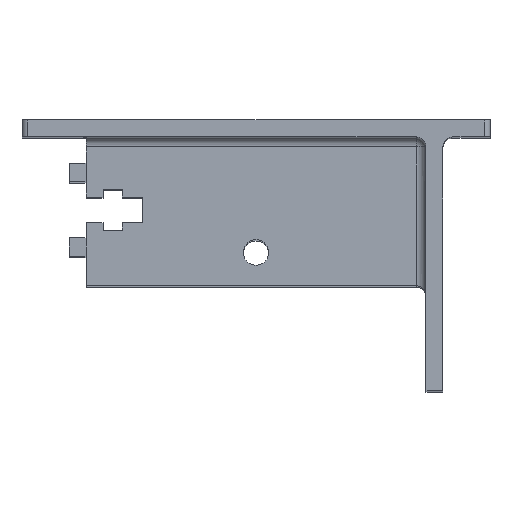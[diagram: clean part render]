
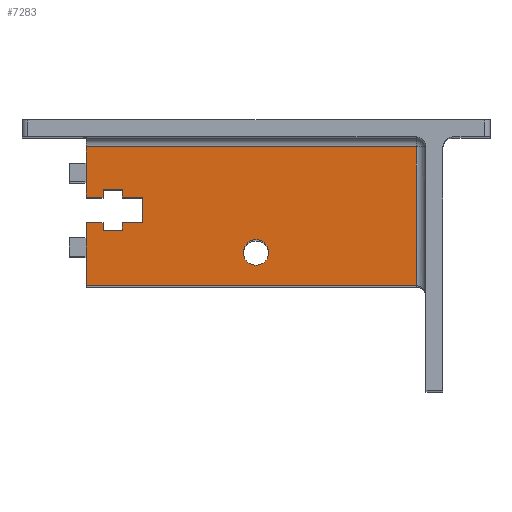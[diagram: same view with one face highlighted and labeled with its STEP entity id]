
A CAD part, top view. The second image highlights one B-rep face of the part: STEP entity #7283.
In plain terms, the highlighted planar face has unit normal (0, 0, 1).
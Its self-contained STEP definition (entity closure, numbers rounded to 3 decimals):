
#50=FACE_BOUND('',#1371,.T.);
#354=PLANE('',#7683);
#1003=FACE_OUTER_BOUND('',#1370,.T.);
#1370=EDGE_LOOP('',(#6843,#6844,#6845,#6846,#6847,#6848,#6849,#6850,#6851,
#6852,#6853,#6854,#6855,#6856,#6857,#6858,#6859,#6860,#6861,#6862,#6863,
#6864,#6865,#6866));
#1371=EDGE_LOOP('',(#6867));
#2254=LINE('',#11262,#3196);
#2255=LINE('',#11265,#3197);
#2256=LINE('',#11267,#3198);
#2257=LINE('',#11268,#3199);
#2258=LINE('',#11272,#3200);
#2265=LINE('',#11290,#3207);
#2268=LINE('',#11296,#3210);
#2271=LINE('',#11302,#3213);
#2274=LINE('',#11308,#3216);
#2276=LINE('',#11313,#3218);
#2280=LINE('',#11320,#3222);
#2282=LINE('',#11325,#3224);
#2285=LINE('',#11331,#3227);
#2288=LINE('',#11337,#3230);
#2291=LINE('',#11343,#3233);
#2296=LINE('',#11353,#3238);
#2300=LINE('',#11362,#3242);
#2301=LINE('',#11365,#3243);
#2304=LINE('',#11371,#3246);
#2305=LINE('',#11373,#3247);
#2306=LINE('',#11375,#3248);
#2307=LINE('',#11377,#3249);
#2308=LINE('',#11379,#3250);
#2309=LINE('',#11380,#3251);
#3196=VECTOR('',#9271,10.);
#3197=VECTOR('',#9274,1.);
#3198=VECTOR('',#9275,1.);
#3199=VECTOR('',#9276,1.);
#3200=VECTOR('',#9281,10.);
#3207=VECTOR('',#9298,1.);
#3210=VECTOR('',#9303,1.);
#3213=VECTOR('',#9308,1.);
#3216=VECTOR('',#9313,1.);
#3218=VECTOR('',#9317,1.);
#3222=VECTOR('',#9323,1.);
#3224=VECTOR('',#9327,1.);
#3227=VECTOR('',#9332,1.);
#3230=VECTOR('',#9337,1.);
#3233=VECTOR('',#9342,1.);
#3238=VECTOR('',#9355,1.);
#3242=VECTOR('',#9361,1.);
#3243=VECTOR('',#9364,1.);
#3246=VECTOR('',#9369,1.);
#3247=VECTOR('',#9370,1.);
#3248=VECTOR('',#9371,1.);
#3249=VECTOR('',#9372,1.);
#3250=VECTOR('',#9373,1.);
#3251=VECTOR('',#9374,1.);
#3306=CIRCLE('',#7665,2.25);
#3906=VERTEX_POINT('',#11220);
#3907=VERTEX_POINT('',#11221);
#3908=VERTEX_POINT('',#11226);
#3916=VERTEX_POINT('',#11256);
#3918=VERTEX_POINT('',#11264);
#3919=VERTEX_POINT('',#11266);
#3920=VERTEX_POINT('',#11270);
#3922=VERTEX_POINT('',#11276);
#3926=VERTEX_POINT('',#11288);
#3928=VERTEX_POINT('',#11294);
#3930=VERTEX_POINT('',#11300);
#3932=VERTEX_POINT('',#11306);
#3933=VERTEX_POINT('',#11310);
#3936=VERTEX_POINT('',#11318);
#3937=VERTEX_POINT('',#11322);
#3939=VERTEX_POINT('',#11328);
#3941=VERTEX_POINT('',#11334);
#3943=VERTEX_POINT('',#11340);
#3949=VERTEX_POINT('',#11360);
#3950=VERTEX_POINT('',#11364);
#3952=VERTEX_POINT('',#11370);
#3953=VERTEX_POINT('',#11372);
#3954=VERTEX_POINT('',#11374);
#3955=VERTEX_POINT('',#11376);
#3956=VERTEX_POINT('',#11378);
#4876=EDGE_CURVE('',#3908,#3916,#2254,.T.);
#4877=EDGE_CURVE('',#3918,#3907,#2255,.T.);
#4878=EDGE_CURVE('',#3919,#3918,#2256,.T.);
#4879=EDGE_CURVE('',#3919,#3906,#2257,.T.);
#4881=EDGE_CURVE('',#3920,#3908,#2258,.T.);
#4884=EDGE_CURVE('',#3922,#3922,#3306,.T.);
#4890=EDGE_CURVE('',#3907,#3926,#2265,.T.);
#4893=EDGE_CURVE('',#3926,#3928,#2268,.T.);
#4896=EDGE_CURVE('',#3928,#3930,#2271,.T.);
#4899=EDGE_CURVE('',#3930,#3932,#2274,.T.);
#4901=EDGE_CURVE('',#3933,#3932,#2276,.T.);
#4905=EDGE_CURVE('',#3933,#3936,#2280,.T.);
#4907=EDGE_CURVE('',#3937,#3936,#2282,.T.);
#4910=EDGE_CURVE('',#3939,#3937,#2285,.T.);
#4913=EDGE_CURVE('',#3941,#3939,#2288,.T.);
#4916=EDGE_CURVE('',#3943,#3941,#2291,.T.);
#4922=EDGE_CURVE('',#3920,#3906,#2296,.T.);
#4926=EDGE_CURVE('',#3943,#3949,#2300,.T.);
#4927=EDGE_CURVE('',#3950,#3916,#2301,.T.);
#4930=EDGE_CURVE('',#3952,#3949,#2304,.T.);
#4931=EDGE_CURVE('',#3952,#3953,#2305,.T.);
#4932=EDGE_CURVE('',#3954,#3953,#2306,.T.);
#4933=EDGE_CURVE('',#3954,#3955,#2307,.T.);
#4934=EDGE_CURVE('',#3955,#3956,#2308,.T.);
#4935=EDGE_CURVE('',#3956,#3950,#2309,.T.);
#6843=ORIENTED_EDGE('',*,*,#4881,.F.);
#6844=ORIENTED_EDGE('',*,*,#4922,.T.);
#6845=ORIENTED_EDGE('',*,*,#4879,.F.);
#6846=ORIENTED_EDGE('',*,*,#4878,.T.);
#6847=ORIENTED_EDGE('',*,*,#4877,.T.);
#6848=ORIENTED_EDGE('',*,*,#4890,.T.);
#6849=ORIENTED_EDGE('',*,*,#4893,.T.);
#6850=ORIENTED_EDGE('',*,*,#4896,.T.);
#6851=ORIENTED_EDGE('',*,*,#4899,.T.);
#6852=ORIENTED_EDGE('',*,*,#4901,.F.);
#6853=ORIENTED_EDGE('',*,*,#4905,.T.);
#6854=ORIENTED_EDGE('',*,*,#4907,.F.);
#6855=ORIENTED_EDGE('',*,*,#4910,.F.);
#6856=ORIENTED_EDGE('',*,*,#4913,.F.);
#6857=ORIENTED_EDGE('',*,*,#4916,.F.);
#6858=ORIENTED_EDGE('',*,*,#4926,.T.);
#6859=ORIENTED_EDGE('',*,*,#4930,.F.);
#6860=ORIENTED_EDGE('',*,*,#4931,.T.);
#6861=ORIENTED_EDGE('',*,*,#4932,.F.);
#6862=ORIENTED_EDGE('',*,*,#4933,.T.);
#6863=ORIENTED_EDGE('',*,*,#4934,.T.);
#6864=ORIENTED_EDGE('',*,*,#4935,.T.);
#6865=ORIENTED_EDGE('',*,*,#4927,.T.);
#6866=ORIENTED_EDGE('',*,*,#4876,.F.);
#6867=ORIENTED_EDGE('',*,*,#4884,.T.);
#7283=ADVANCED_FACE('',(#1003,#50),#354,.F.);
#7665=AXIS2_PLACEMENT_3D('',#11278,#9287,#9288);
#7683=AXIS2_PLACEMENT_3D('',#11369,#9367,#9368);
#9271=DIRECTION('',(0.,-1.,0.));
#9274=DIRECTION('',(-1.,0.,0.));
#9275=DIRECTION('',(0.,-1.,0.));
#9276=DIRECTION('',(-1.,0.,0.));
#9281=DIRECTION('',(1.,0.,0.));
#9287=DIRECTION('center_axis',(0.,0.,-1.));
#9288=DIRECTION('ref_axis',(1.,0.,0.));
#9298=DIRECTION('',(0.,-1.,0.));
#9303=DIRECTION('',(1.,0.,0.));
#9308=DIRECTION('',(0.,1.,0.));
#9313=DIRECTION('',(1.,0.,0.));
#9317=DIRECTION('',(0.,1.,0.));
#9323=DIRECTION('',(1.,0.,0.));
#9327=DIRECTION('',(0.,1.,0.));
#9332=DIRECTION('',(1.,0.,0.));
#9337=DIRECTION('',(0.,1.,0.));
#9342=DIRECTION('',(1.,0.,0.));
#9355=DIRECTION('',(0.,-1.,0.));
#9361=DIRECTION('',(0.,1.,0.));
#9364=DIRECTION('',(1.,0.,0.));
#9367=DIRECTION('center_axis',(0.,0.,-1.));
#9368=DIRECTION('ref_axis',(1.,0.,0.));
#9369=DIRECTION('',(1.,0.,0.));
#9370=DIRECTION('',(0.,-1.,0.));
#9371=DIRECTION('',(-1.,0.,0.));
#9372=DIRECTION('',(0.,-1.,0.));
#9373=DIRECTION('',(-1.,0.,0.));
#9374=DIRECTION('',(0.,-1.,0.));
#11220=CARTESIAN_POINT('',(3.,17.384,61.141));
#11221=CARTESIAN_POINT('',(3.,14.099,61.141));
#11226=CARTESIAN_POINT('',(61.25,20.276,61.141));
#11256=CARTESIAN_POINT('',(61.25,-4.25,61.141));
#11262=CARTESIAN_POINT('',(61.25,-0.362,61.141));
#11264=CARTESIAN_POINT('',(3.01,14.099,61.141));
#11265=CARTESIAN_POINT('',(3.01,14.099,61.141));
#11266=CARTESIAN_POINT('',(3.01,17.384,61.141));
#11267=CARTESIAN_POINT('',(3.01,17.384,61.141));
#11268=CARTESIAN_POINT('',(3.01,17.384,61.141));
#11270=CARTESIAN_POINT('',(3.,20.276,61.141));
#11272=CARTESIAN_POINT('',(-2.65,20.276,61.141));
#11276=CARTESIAN_POINT('',(30.75,1.65,61.141));
#11278=CARTESIAN_POINT('Origin',(33.,1.65,61.141));
#11288=CARTESIAN_POINT('',(3.,11.423,61.141));
#11290=CARTESIAN_POINT('',(3.,22.026,61.141));
#11294=CARTESIAN_POINT('',(6.,11.423,61.141));
#11296=CARTESIAN_POINT('',(0.,11.423,61.141));
#11300=CARTESIAN_POINT('',(6.,12.773,61.141));
#11302=CARTESIAN_POINT('',(6.,5.573,61.141));
#11306=CARTESIAN_POINT('',(9.4,12.773,61.141));
#11308=CARTESIAN_POINT('',(6.,12.773,61.141));
#11310=CARTESIAN_POINT('',(9.4,11.423,61.141));
#11313=CARTESIAN_POINT('',(9.4,5.573,61.141));
#11318=CARTESIAN_POINT('',(13.,11.423,61.141));
#11320=CARTESIAN_POINT('',(0.,11.423,61.141));
#11322=CARTESIAN_POINT('',(13.,6.923,61.141));
#11325=CARTESIAN_POINT('',(13.,6.923,61.141));
#11328=CARTESIAN_POINT('',(9.4,6.923,61.141));
#11331=CARTESIAN_POINT('',(0.,6.923,61.141));
#11334=CARTESIAN_POINT('',(9.4,5.573,61.141));
#11337=CARTESIAN_POINT('',(9.4,5.573,61.141));
#11340=CARTESIAN_POINT('',(6.,5.573,61.141));
#11343=CARTESIAN_POINT('',(6.,5.573,61.141));
#11353=CARTESIAN_POINT('',(3.,22.026,61.141));
#11360=CARTESIAN_POINT('',(6.,6.923,61.141));
#11362=CARTESIAN_POINT('',(6.,5.573,61.141));
#11364=CARTESIAN_POINT('',(3.,-4.25,61.141));
#11365=CARTESIAN_POINT('',(3.,-4.25,61.141));
#11369=CARTESIAN_POINT('Origin',(3.,22.026,61.141));
#11370=CARTESIAN_POINT('',(3.,6.923,61.141));
#11371=CARTESIAN_POINT('',(0.,6.923,61.141));
#11372=CARTESIAN_POINT('',(3.,4.246,61.141));
#11373=CARTESIAN_POINT('',(3.,22.026,61.141));
#11374=CARTESIAN_POINT('',(3.01,4.246,61.141));
#11375=CARTESIAN_POINT('',(3.01,4.246,61.141));
#11376=CARTESIAN_POINT('',(3.01,0.961,61.141));
#11377=CARTESIAN_POINT('',(3.01,4.246,61.141));
#11378=CARTESIAN_POINT('',(3.,0.961,61.141));
#11379=CARTESIAN_POINT('',(3.01,0.961,61.141));
#11380=CARTESIAN_POINT('',(3.,22.026,61.141));
